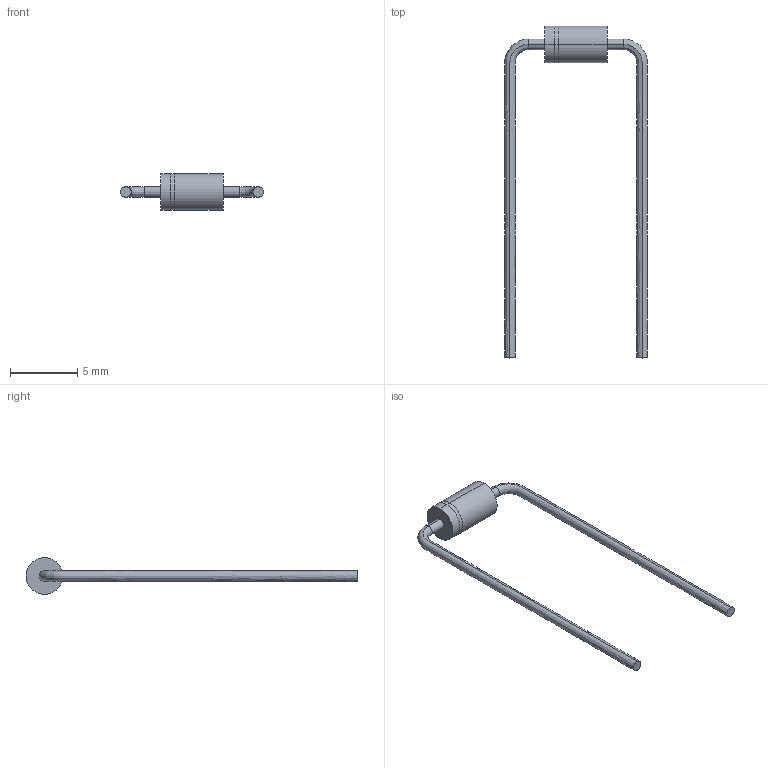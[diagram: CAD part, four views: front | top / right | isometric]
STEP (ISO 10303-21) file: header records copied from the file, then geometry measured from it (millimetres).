
FILE_DESCRIPTION (( 'STEP AP214' ), '1' );
FILE_NAME ('1N4733A.STEP', '2023-12-19T11:45:38', ( 'LENOVO' ), ( '' ), 'SwSTEP 2.0', 'SolidWorks 2021', '' );
FILE_SCHEMA (( 'AUTOMOTIVE_DESIGN' ));
Length unit declared in the file: millimetre
Products named in the file (1): 1N4733A
Bounding box: 10.57 x 24.6 x 2.72 mm (x, y, z)
Volume: 51.4 mm3; surface area: 188.1 mm2
Topology: 4 solids, 4 shells, 28 faces, 50 edges, 32 vertices
Faces by surface type: cylinder 14, plane 10, bspline 4
Entity records: 1815 total; most frequent: CARTESIAN_POINT 1191, DIRECTION 128, ORIENTED_EDGE 100, AXIS2_PLACEMENT_3D 57, EDGE_CURVE 50, EDGE_LOOP 32, CIRCLE 32, VERTEX_POINT 32
